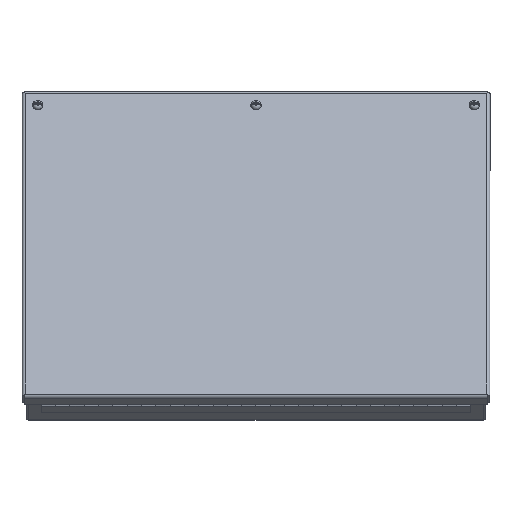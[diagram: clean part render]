
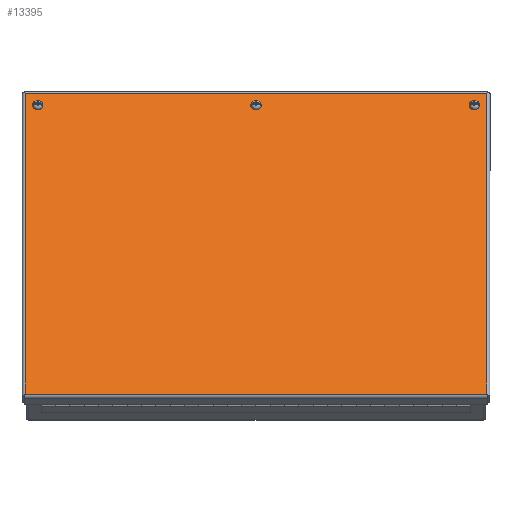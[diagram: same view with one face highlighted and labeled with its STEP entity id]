
A CAD part, front view. The second image highlights one B-rep face of the part: STEP entity #13395.
In plain terms, the highlighted planar face has unit normal (0, -0.866, 0.5).
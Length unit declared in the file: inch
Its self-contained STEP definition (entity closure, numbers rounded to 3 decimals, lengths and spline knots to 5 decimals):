
#115 = CARTESIAN_POINT ( 'NONE',  ( -7.625, -3.59942, 10.88921 ) ) ;
#164 = VERTEX_POINT ( 'NONE', #13782 ) ;
#924 = CIRCLE ( 'NONE', #1901, 0.125 ) ;
#948 = LINE ( 'NONE', #5436, #12042 ) ;
#1107 = VERTEX_POINT ( 'NONE', #5505 ) ;
#1524 = CIRCLE ( 'NONE', #16831, 0.125 ) ;
#1700 = LINE ( 'NONE', #9657, #13686 ) ;
#1858 = VECTOR ( 'NONE', #11711, 39.37008 ) ;
#1901 = AXIS2_PLACEMENT_3D ( 'NONE', #6469, #8092, #14219 ) ;
#1924 = AXIS2_PLACEMENT_3D ( 'NONE', #3450, #7843, #17330 ) ;
#2053 = VERTEX_POINT ( 'NONE', #4325 ) ;
#2790 = EDGE_CURVE ( 'NONE', #1107, #6456, #10274, .T. ) ;
#3102 = DIRECTION ( 'NONE',  ( 0., 0.5, 0.866 ) ) ;
#3144 = DIRECTION ( 'NONE',  ( 0., 0.866, -0.5 ) ) ;
#3350 = EDGE_CURVE ( 'NONE', #164, #7359, #18363, .T. ) ;
#3450 = CARTESIAN_POINT ( 'NONE',  ( 8.1715, -9.41142, 0.82253 ) ) ;
#3545 = AXIS2_PLACEMENT_3D ( 'NONE', #17288, #19027, #3102 ) ;
#4038 = ORIENTED_EDGE ( 'NONE', *, *, #3350, .T. ) ;
#4288 = DIRECTION ( 'NONE',  ( 0., 0.5, 0.866 ) ) ;
#4325 = CARTESIAN_POINT ( 'NONE',  ( 7.625, -3.47442, 11.10572 ) ) ;
#5436 = CARTESIAN_POINT ( 'NONE',  ( -8.0635, -9.41142, 0.82253 ) ) ;
#5491 = CARTESIAN_POINT ( 'NONE',  ( 8.1715, -3.29392, 11.41835 ) ) ;
#5505 = CARTESIAN_POINT ( 'NONE',  ( 8.0635, -3.29392, 11.41835 ) ) ;
#5587 = DIRECTION ( 'NONE',  ( 0., -0.5, -0.866 ) ) ;
#5982 = VERTEX_POINT ( 'NONE', #10136 ) ;
#6062 = DIRECTION ( 'NONE',  ( 0., 0.5, 0.866 ) ) ;
#6280 = EDGE_CURVE ( 'NONE', #10996, #1107, #16104, .T. ) ;
#6312 = AXIS2_PLACEMENT_3D ( 'NONE', #9422, #18719, #6062 ) ;
#6415 = FACE_OUTER_BOUND ( 'NONE', #10451, .T. ) ;
#6456 = VERTEX_POINT ( 'NONE', #14050 ) ;
#6469 = CARTESIAN_POINT ( 'NONE',  ( 7.625, -3.53692, 10.99746 ) ) ;
#7018 = EDGE_CURVE ( 'NONE', #2053, #5982, #924, .T. ) ;
#7352 = CARTESIAN_POINT ( 'NONE',  ( -8.0635, -3.29392, 11.41835 ) ) ;
#7357 = VECTOR ( 'NONE', #5587, 39.37008 ) ;
#7359 = VERTEX_POINT ( 'NONE', #13896 ) ;
#7430 = DIRECTION ( 'NONE',  ( 0., 0.5, 0.866 ) ) ;
#7810 = VERTEX_POINT ( 'NONE', #115 ) ;
#7830 = CARTESIAN_POINT ( 'NONE',  ( -8.0635, -9.35742, 0.91606 ) ) ;
#7843 = DIRECTION ( 'NONE',  ( 0., 0.866, -0.5 ) ) ;
#7942 = FACE_BOUND ( 'NONE', #16025, .T. ) ;
#8092 = DIRECTION ( 'NONE',  ( 0., 0.866, -0.5 ) ) ;
#9066 = CARTESIAN_POINT ( 'NONE',  ( 7.625, -3.53692, 10.99746 ) ) ;
#9161 = ORIENTED_EDGE ( 'NONE', *, *, #12026, .T. ) ;
#9244 = ORIENTED_EDGE ( 'NONE', *, *, #9945, .F. ) ;
#9407 = EDGE_CURVE ( 'NONE', #18584, #10996, #948, .T. ) ;
#9422 = CARTESIAN_POINT ( 'NONE',  ( 0., -3.53692, 10.99746 ) ) ;
#9481 = FACE_BOUND ( 'NONE', #17891, .T. ) ;
#9657 = CARTESIAN_POINT ( 'NONE',  ( 8.1715, -9.35742, 0.91606 ) ) ;
#9678 = FACE_BOUND ( 'NONE', #13320, .T. ) ;
#9859 = ORIENTED_EDGE ( 'NONE', *, *, #10977, .T. ) ;
#9945 = EDGE_CURVE ( 'NONE', #6456, #18584, #1700, .T. ) ;
#10060 = CIRCLE ( 'NONE', #3545, 0.125 ) ;
#10136 = CARTESIAN_POINT ( 'NONE',  ( 7.625, -3.59942, 10.88921 ) ) ;
#10274 = LINE ( 'NONE', #15073, #7357 ) ;
#10451 = EDGE_LOOP ( 'NONE', ( #10571, #9244, #13567, #13986 ) ) ;
#10571 = ORIENTED_EDGE ( 'NONE', *, *, #9407, .F. ) ;
#10614 = CARTESIAN_POINT ( 'NONE',  ( -7.625, -3.47442, 11.10572 ) ) ;
#10690 = DIRECTION ( 'NONE',  ( 0., 0.866, -0.5 ) ) ;
#10977 = EDGE_CURVE ( 'NONE', #7359, #164, #1524, .T. ) ;
#10996 = VERTEX_POINT ( 'NONE', #7352 ) ;
#11605 = EDGE_CURVE ( 'NONE', #7810, #19284, #10060, .T. ) ;
#11711 = DIRECTION ( 'NONE',  ( 1., 0., 0. ) ) ;
#12026 = EDGE_CURVE ( 'NONE', #5982, #2053, #16601, .T. ) ;
#12042 = VECTOR ( 'NONE', #19726, 39.37008 ) ;
#12240 = CARTESIAN_POINT ( 'NONE',  ( -7.625, -3.53692, 10.99746 ) ) ;
#13320 = EDGE_LOOP ( 'NONE', ( #4038, #9859 ) ) ;
#13376 = CARTESIAN_POINT ( 'NONE',  ( 0., -3.53692, 10.99746 ) ) ;
#13380 = CIRCLE ( 'NONE', #15641, 0.125 ) ;
#13395 = ADVANCED_FACE ( 'NONE', ( #9481, #7942, #6415, #9678 ), #17225, .F. ) ;
#13567 = ORIENTED_EDGE ( 'NONE', *, *, #2790, .F. ) ;
#13686 = VECTOR ( 'NONE', #18944, 39.37008 ) ;
#13782 = CARTESIAN_POINT ( 'NONE',  ( 0., -3.47442, 11.10572 ) ) ;
#13896 = CARTESIAN_POINT ( 'NONE',  ( 0., -3.59942, 10.88921 ) ) ;
#13986 = ORIENTED_EDGE ( 'NONE', *, *, #6280, .F. ) ;
#14050 = CARTESIAN_POINT ( 'NONE',  ( 8.0635, -9.35742, 0.91606 ) ) ;
#14219 = DIRECTION ( 'NONE',  ( 0., 0.5, 0.866 ) ) ;
#14452 = EDGE_CURVE ( 'NONE', #19284, #7810, #13380, .T. ) ;
#15073 = CARTESIAN_POINT ( 'NONE',  ( 8.0635, -9.41142, 0.82253 ) ) ;
#15193 = DIRECTION ( 'NONE',  ( 0., 0.5, 0.866 ) ) ;
#15641 = AXIS2_PLACEMENT_3D ( 'NONE', #12240, #3144, #15193 ) ;
#16025 = EDGE_LOOP ( 'NONE', ( #17365, #9161 ) ) ;
#16104 = LINE ( 'NONE', #5491, #1858 ) ;
#16584 = AXIS2_PLACEMENT_3D ( 'NONE', #9066, #10690, #7430 ) ;
#16601 = CIRCLE ( 'NONE', #16584, 0.125 ) ;
#16831 = AXIS2_PLACEMENT_3D ( 'NONE', #13376, #17967, #4288 ) ;
#17225 = PLANE ( 'NONE',  #1924 ) ;
#17288 = CARTESIAN_POINT ( 'NONE',  ( -7.625, -3.53692, 10.99746 ) ) ;
#17330 = DIRECTION ( 'NONE',  ( 0., -0.5, -0.866 ) ) ;
#17365 = ORIENTED_EDGE ( 'NONE', *, *, #7018, .T. ) ;
#17812 = ORIENTED_EDGE ( 'NONE', *, *, #11605, .T. ) ;
#17891 = EDGE_LOOP ( 'NONE', ( #18474, #17812 ) ) ;
#17967 = DIRECTION ( 'NONE',  ( 0., 0.866, -0.5 ) ) ;
#18363 = CIRCLE ( 'NONE', #6312, 0.125 ) ;
#18474 = ORIENTED_EDGE ( 'NONE', *, *, #14452, .T. ) ;
#18584 = VERTEX_POINT ( 'NONE', #7830 ) ;
#18719 = DIRECTION ( 'NONE',  ( 0., 0.866, -0.5 ) ) ;
#18944 = DIRECTION ( 'NONE',  ( -1., 0., 0. ) ) ;
#19027 = DIRECTION ( 'NONE',  ( 0., 0.866, -0.5 ) ) ;
#19284 = VERTEX_POINT ( 'NONE', #10614 ) ;
#19726 = DIRECTION ( 'NONE',  ( 0., 0.5, 0.866 ) ) ;
